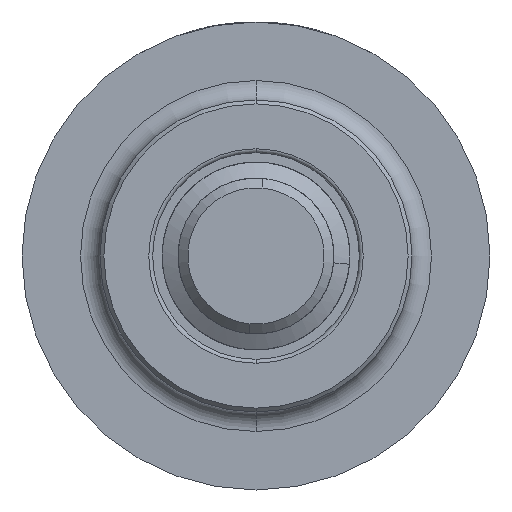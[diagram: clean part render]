
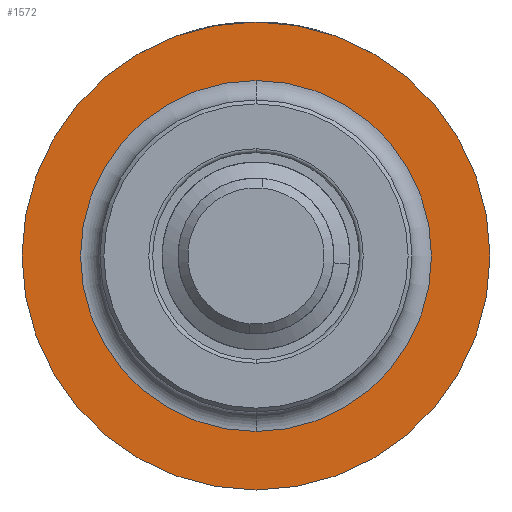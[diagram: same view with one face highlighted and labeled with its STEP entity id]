
A CAD part, front view. The second image highlights one B-rep face of the part: STEP entity #1572.
In plain terms, the highlighted planar face has unit normal (0, -1, 0).
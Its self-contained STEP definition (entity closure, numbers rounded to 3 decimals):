
#350 = AXIS2_PLACEMENT_3D ( 'NONE', #571, #4870, #7324 ) ;
#571 = CARTESIAN_POINT ( 'NONE',  ( 0., 9.42, 0. ) ) ;
#777 = CIRCLE ( 'NONE', #6240, 9. ) ;
#1091 = EDGE_CURVE ( 'NONE', #3308, #2609, #5213, .T. ) ;
#1423 = AXIS2_PLACEMENT_3D ( 'NONE', #2346, #6709, #2410 ) ;
#1441 = EDGE_LOOP ( 'NONE', ( #5600, #1980 ) ) ;
#1572 = ADVANCED_FACE ( 'NONE', ( #7004, #5955 ), #4175, .T. ) ;
#1980 = ORIENTED_EDGE ( 'NONE', *, *, #3862, .T. ) ;
#2346 = CARTESIAN_POINT ( 'NONE',  ( 0., 9.42, 0. ) ) ;
#2410 = DIRECTION ( 'NONE',  ( 0., 0., -1. ) ) ;
#2609 = VERTEX_POINT ( 'NONE', #6135 ) ;
#2677 = DIRECTION ( 'NONE',  ( 0., -1., 0. ) ) ;
#2714 = EDGE_CURVE ( 'NONE', #7326, #4822, #6292, .T. ) ;
#3133 = DIRECTION ( 'NONE',  ( 0., 0., -1. ) ) ;
#3302 = CARTESIAN_POINT ( 'NONE',  ( 0., 9.42, 9. ) ) ;
#3308 = VERTEX_POINT ( 'NONE', #4325 ) ;
#3862 = EDGE_CURVE ( 'NONE', #2609, #3308, #7049, .T. ) ;
#3914 = DIRECTION ( 'NONE',  ( 0., 0., -1. ) ) ;
#4087 = AXIS2_PLACEMENT_3D ( 'NONE', #6785, #6185, #3133 ) ;
#4150 = CARTESIAN_POINT ( 'NONE',  ( 9., 9.42, 0. ) ) ;
#4175 = PLANE ( 'NONE',  #7104 ) ;
#4325 = CARTESIAN_POINT ( 'NONE',  ( 0., 9.42, -12. ) ) ;
#4327 = EDGE_CURVE ( 'NONE', #4822, #7326, #777, .T. ) ;
#4729 = DIRECTION ( 'NONE',  ( 0., -1., 0. ) ) ;
#4811 = DIRECTION ( 'NONE',  ( 0., 0., -1. ) ) ;
#4822 = VERTEX_POINT ( 'NONE', #5615 ) ;
#4841 = ORIENTED_EDGE ( 'NONE', *, *, #2714, .F. ) ;
#4870 = DIRECTION ( 'NONE',  ( 0., -1., 0. ) ) ;
#5213 = CIRCLE ( 'NONE', #1423, 12. ) ;
#5327 = ORIENTED_EDGE ( 'NONE', *, *, #4327, .F. ) ;
#5600 = ORIENTED_EDGE ( 'NONE', *, *, #1091, .T. ) ;
#5615 = CARTESIAN_POINT ( 'NONE',  ( 0., 9.42, -9. ) ) ;
#5955 = FACE_BOUND ( 'NONE', #6600, .T. ) ;
#6135 = CARTESIAN_POINT ( 'NONE',  ( 0., 9.42, 12. ) ) ;
#6185 = DIRECTION ( 'NONE',  ( 0., -1., 0. ) ) ;
#6240 = AXIS2_PLACEMENT_3D ( 'NONE', #6390, #2677, #3914 ) ;
#6292 = CIRCLE ( 'NONE', #4087, 9. ) ;
#6390 = CARTESIAN_POINT ( 'NONE',  ( 0., 9.42, 0. ) ) ;
#6600 = EDGE_LOOP ( 'NONE', ( #5327, #4841 ) ) ;
#6709 = DIRECTION ( 'NONE',  ( 0., -1., 0. ) ) ;
#6785 = CARTESIAN_POINT ( 'NONE',  ( 0., 9.42, 0. ) ) ;
#7004 = FACE_OUTER_BOUND ( 'NONE', #1441, .T. ) ;
#7049 = CIRCLE ( 'NONE', #350, 12. ) ;
#7104 = AXIS2_PLACEMENT_3D ( 'NONE', #4150, #4729, #4811 ) ;
#7324 = DIRECTION ( 'NONE',  ( 0., 0., -1. ) ) ;
#7326 = VERTEX_POINT ( 'NONE', #3302 ) ;
